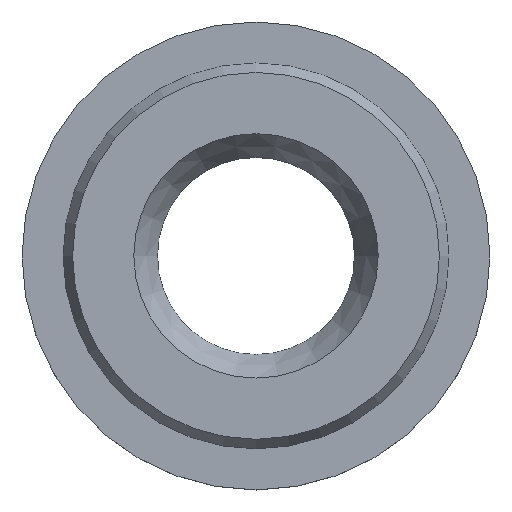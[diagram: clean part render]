
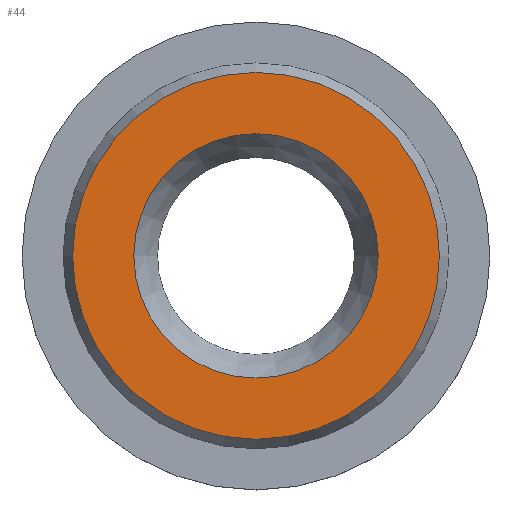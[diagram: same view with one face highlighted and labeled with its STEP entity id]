
A CAD part, top view. The second image highlights one B-rep face of the part: STEP entity #44.
In plain terms, the highlighted planar face has unit normal (0, 0, 1).
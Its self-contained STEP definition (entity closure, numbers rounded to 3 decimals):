
#38=PLANE('',#136);
#44=ADVANCED_FACE('',(#60,#61),#38,.T.);
#60=FACE_BOUND('',#76,.T.);
#61=FACE_BOUND('',#77,.T.);
#76=EDGE_LOOP('',(#92));
#77=EDGE_LOOP('',(#93));
#92=ORIENTED_EDGE('',*,*,#112,.T.);
#93=ORIENTED_EDGE('',*,*,#113,.T.);
#104=VERTEX_POINT('',#192);
#105=VERTEX_POINT('',#194);
#112=EDGE_CURVE('',#104,#104,#120,.T.);
#113=EDGE_CURVE('',#105,#105,#121,.T.);
#120=CIRCLE('',#134,14.887);
#121=CIRCLE('',#135,22.345);
#134=AXIS2_PLACEMENT_3D('',#191,#163,#164);
#135=AXIS2_PLACEMENT_3D('',#193,#165,#166);
#136=AXIS2_PLACEMENT_3D('',#195,#167,#168);
#163=DIRECTION('',(0.,0.,-1.));
#164=DIRECTION('',(1.,0.,0.));
#165=DIRECTION('',(0.,0.,1.));
#166=DIRECTION('',(1.,0.,0.));
#167=DIRECTION('',(0.,0.,1.));
#168=DIRECTION('',(1.,0.,0.));
#191=CARTESIAN_POINT('',(0.,0.,11.));
#192=CARTESIAN_POINT('',(14.887,0.,11.));
#193=CARTESIAN_POINT('',(0.,0.,11.));
#194=CARTESIAN_POINT('',(22.345,0.,11.));
#195=CARTESIAN_POINT('',(23.5,0.,11.));
